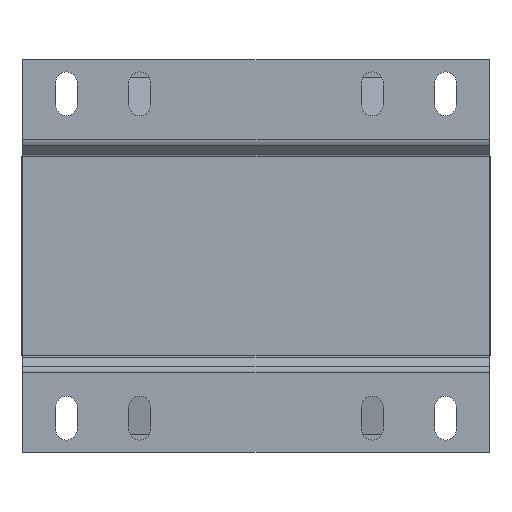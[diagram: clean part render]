
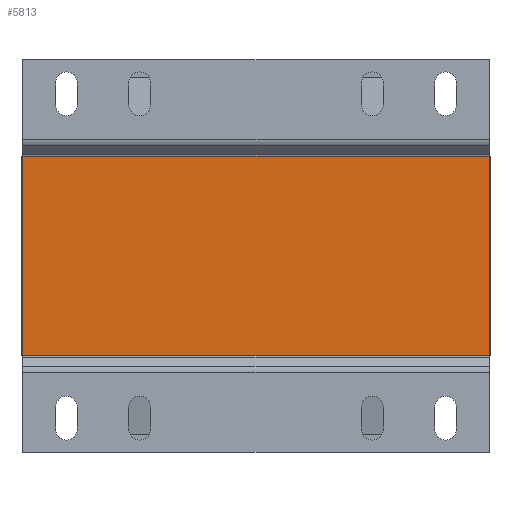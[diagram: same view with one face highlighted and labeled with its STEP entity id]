
A CAD part, front view. The second image highlights one B-rep face of the part: STEP entity #5813.
In plain terms, the highlighted planar face has unit normal (0, -1, 0).
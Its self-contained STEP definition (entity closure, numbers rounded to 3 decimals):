
#379 = VECTOR ( 'NONE', #4158, 1000. ) ;
#922 = VERTEX_POINT ( 'NONE', #12304 ) ;
#1408 = DIRECTION ( 'NONE',  ( 1., 0., 0. ) ) ;
#1629 = EDGE_CURVE ( 'Defeature ausgef�hrt1_216+Defeature ausgef�hrt1_236+Defeature ausgef�hrt1_214+Defeature ausgef�hrt1_215', #9009, #8829, #7659, .T. ) ;
#2326 = DIRECTION ( 'NONE',  ( 0., 1., 0. ) ) ;
#2411 = PLANE ( 'NONE',  #7771 ) ;
#2862 = VERTEX_POINT ( 'NONE', #5939 ) ;
#3375 = LINE ( 'NONE', #8993, #10407 ) ;
#3412 = CARTESIAN_POINT ( 'NONE',  ( 0., -82.5, 41. ) ) ;
#3626 = LINE ( 'NONE', #9204, #379 ) ;
#3810 = ORIENTED_EDGE ( 'NONE', *, *, #5765, .F. ) ;
#4158 = DIRECTION ( 'NONE',  ( 0., 0., 1. ) ) ;
#4438 = DIRECTION ( 'NONE',  ( -1., 0., 0. ) ) ;
#4551 = ORIENTED_EDGE ( 'NONE', *, *, #8740, .F. ) ;
#4863 = ORIENTED_EDGE ( 'NONE', *, *, #1629, .T. ) ;
#5162 = DIRECTION ( 'NONE',  ( 0., 0., -1. ) ) ;
#5478 = CARTESIAN_POINT ( 'NONE',  ( 95.75, -82.5, 41. ) ) ;
#5765 = EDGE_CURVE ( 'Defeature ausgef�hrt1_214+Defeature ausgef�hrt1_216+Defeature ausgef�hrt1_234+Defeature ausgef�hrt1_217', #9009, #922, #6830, .T. ) ;
#5813 = ADVANCED_FACE ( 'Defeature ausgef�hrt1_216', ( #11996 ), #2411, .F. ) ;
#5895 = DIRECTION ( 'NONE',  ( -1., 0., 0. ) ) ;
#5939 = CARTESIAN_POINT ( 'NONE',  ( -95.75, -82.5, -41. ) ) ;
#6125 = ORIENTED_EDGE ( 'NONE', *, *, #6906, .F. ) ;
#6830 = LINE ( 'NONE', #9313, #7479 ) ;
#6906 = EDGE_CURVE ( 'Defeature ausgef�hrt1_215+Defeature ausgef�hrt1_216+Defeature ausgef�hrt1_218+Defeature ausgef�hrt1_235', #2862, #8829, #3626, .T. ) ;
#7479 = VECTOR ( 'NONE', #5162, 1000. ) ;
#7480 = CARTESIAN_POINT ( 'NONE',  ( 0., -82.5, 0. ) ) ;
#7659 = LINE ( 'NONE', #3412, #11676 ) ;
#7676 = EDGE_LOOP ( 'NONE', ( #4551, #3810, #4863, #6125 ) ) ;
#7771 = AXIS2_PLACEMENT_3D ( 'NONE', #7480, #2326, #1408 ) ;
#8222 = CARTESIAN_POINT ( 'NONE',  ( -95.75, -82.5, 41. ) ) ;
#8740 = EDGE_CURVE ( 'Defeature ausgef�hrt1_219+Defeature ausgef�hrt1_216+Defeature ausgef�hrt1_217+Defeature ausgef�hrt1_218', #922, #2862, #3375, .T. ) ;
#8829 = VERTEX_POINT ( 'NONE', #8222 ) ;
#8993 = CARTESIAN_POINT ( 'NONE',  ( 0., -82.5, -41. ) ) ;
#9009 = VERTEX_POINT ( 'NONE', #5478 ) ;
#9204 = CARTESIAN_POINT ( 'NONE',  ( -95.75, -82.5, 80.5 ) ) ;
#9313 = CARTESIAN_POINT ( 'NONE',  ( 95.75, -82.5, 80.5 ) ) ;
#10407 = VECTOR ( 'NONE', #5895, 1000. ) ;
#11676 = VECTOR ( 'NONE', #4438, 1000. ) ;
#11996 = FACE_OUTER_BOUND ( 'NONE', #7676, .T. ) ;
#12304 = CARTESIAN_POINT ( 'NONE',  ( 95.75, -82.5, -41. ) ) ;
